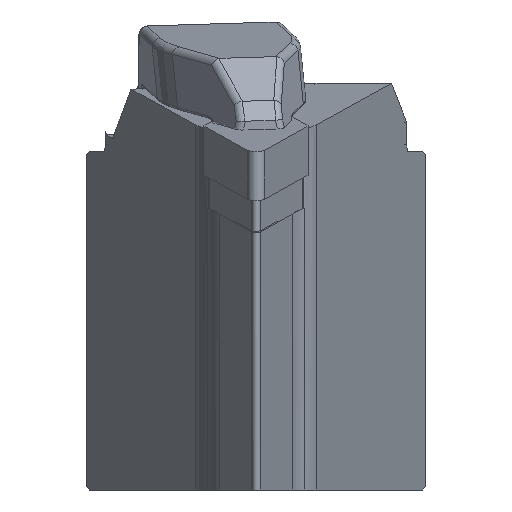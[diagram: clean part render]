
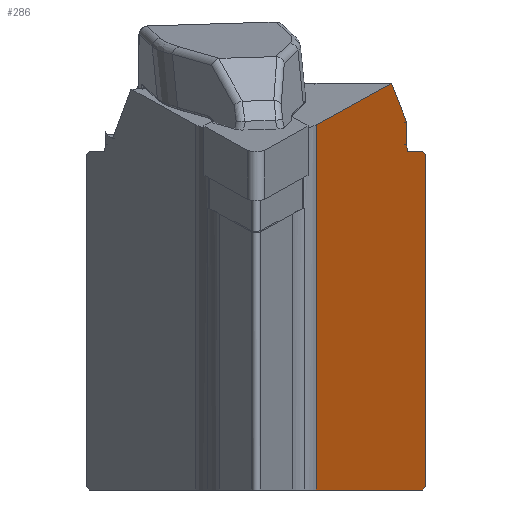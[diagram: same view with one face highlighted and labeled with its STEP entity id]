
A CAD part, left-side view. The second image highlights one B-rep face of the part: STEP entity #286.
In plain terms, the highlighted planar face has unit normal (-0.296, -0.954, -0.052).
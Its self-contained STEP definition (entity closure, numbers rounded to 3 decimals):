
#208=ELLIPSE('',#2354,0.839,0.8);
#286=ADVANCED_FACE('',(#472),#407,.F.);
#407=PLANE('',#2368);
#472=FACE_OUTER_BOUND('',#599,.T.);
#599=EDGE_LOOP('',(#923,#924,#925,#926,#927,#928,#929,#930,#931,#932));
#923=ORIENTED_EDGE('',*,*,#1696,.F.);
#924=ORIENTED_EDGE('',*,*,#1715,.F.);
#925=ORIENTED_EDGE('',*,*,#1633,.F.);
#926=ORIENTED_EDGE('',*,*,#1709,.F.);
#927=ORIENTED_EDGE('',*,*,#1677,.F.);
#928=ORIENTED_EDGE('',*,*,#1667,.F.);
#929=ORIENTED_EDGE('',*,*,#1679,.F.);
#930=ORIENTED_EDGE('',*,*,#1671,.F.);
#931=ORIENTED_EDGE('',*,*,#1689,.F.);
#932=ORIENTED_EDGE('',*,*,#1693,.F.);
#1430=VERTEX_POINT('',#3241);
#1431=VERTEX_POINT('',#3243);
#1457=VERTEX_POINT('',#3319);
#1459=VERTEX_POINT('',#3322);
#1461=VERTEX_POINT('',#3328);
#1463=VERTEX_POINT('',#3331);
#1466=VERTEX_POINT('',#3341);
#1472=VERTEX_POINT('',#3362);
#1474=VERTEX_POINT('',#3369);
#1477=VERTEX_POINT('',#3379);
#1633=EDGE_CURVE('',#1430,#1431,#1952,.T.);
#1667=EDGE_CURVE('',#1457,#1459,#1975,.T.);
#1671=EDGE_CURVE('',#1461,#1463,#1979,.T.);
#1677=EDGE_CURVE('',#1459,#1466,#1984,.T.);
#1679=EDGE_CURVE('',#1463,#1457,#1985,.T.);
#1689=EDGE_CURVE('',#1472,#1461,#1995,.T.);
#1693=EDGE_CURVE('',#1474,#1472,#208,.T.);
#1696=EDGE_CURVE('',#1477,#1474,#1999,.T.);
#1709=EDGE_CURVE('',#1466,#1430,#2012,.T.);
#1715=EDGE_CURVE('',#1431,#1477,#2018,.T.);
#1952=LINE('',#3242,#2141);
#1975=LINE('',#3321,#2164);
#1979=LINE('',#3330,#2168);
#1984=LINE('',#3340,#2173);
#1985=LINE('',#3344,#2174);
#1995=LINE('',#3363,#2184);
#1999=LINE('',#3380,#2188);
#2012=LINE('',#3405,#2201);
#2018=LINE('',#3416,#2207);
#2141=VECTOR('',#2583,1.);
#2164=VECTOR('',#2638,1.);
#2168=VECTOR('',#2644,1.);
#2173=VECTOR('',#2653,1.);
#2174=VECTOR('',#2658,1.);
#2184=VECTOR('',#2674,1.);
#2188=VECTOR('',#2686,1.);
#2201=VECTOR('',#2717,1.);
#2207=VECTOR('',#2729,1.);
#2354=AXIS2_PLACEMENT_3D('',#3370,#2681,#2682);
#2368=AXIS2_PLACEMENT_3D('',#3417,#2730,#2731);
#2583=DIRECTION('',(0.939,-0.301,0.166));
#2638=DIRECTION('',(-0.907,0.298,-0.298));
#2644=DIRECTION('',(0.923,-0.272,-0.272));
#2653=DIRECTION('',(-0.955,0.297,0.));
#2658=DIRECTION('',(0.174,0.,-0.985));
#2674=DIRECTION('',(0.955,-0.297,0.));
#2681=DIRECTION('',(-0.296,-0.954,-0.052));
#2682=DIRECTION('',(-0.939,0.301,-0.166));
#2686=DIRECTION('',(0.174,0.,-0.985));
#2717=DIRECTION('',(-0.174,0.,0.985));
#2729=DIRECTION('',(0.8,-0.218,-0.56));
#2730=DIRECTION('',(0.296,0.954,0.052));
#2731=DIRECTION('',(-0.955,0.297,0.));
#3241=CARTESIAN_POINT('',(16.013,-21.696,2.522));
#3242=CARTESIAN_POINT('',(43.376,-30.457,7.346));
#3243=CARTESIAN_POINT('',(38.265,-28.82,6.445));
#3319=CARTESIAN_POINT('',(55.231,-32.,-31.7));
#3321=CARTESIAN_POINT('',(203.794,-80.802,17.102));
#3322=CARTESIAN_POINT('',(54.318,-31.7,-32.));
#3328=CARTESIAN_POINT('',(48.676,-31.7,0.));
#3330=CARTESIAN_POINT('',(204.903,-77.692,-45.992));
#3331=CARTESIAN_POINT('',(49.695,-32.,-0.3));
#3340=CARTESIAN_POINT('',(213.583,-81.153,-32.));
#3341=CARTESIAN_POINT('',(22.1,-21.696,-32.));
#3344=CARTESIAN_POINT('',(56.817,-32.,-40.689));
#3362=CARTESIAN_POINT('',(44.671,-30.457,0.));
#3363=CARTESIAN_POINT('',(213.087,-82.751,0.));
#3369=CARTESIAN_POINT('',(43.883,-30.248,0.661));
#3370=CARTESIAN_POINT('',(44.671,-30.5,0.8));
#3379=CARTESIAN_POINT('',(43.511,-30.248,2.772));
#3380=CARTESIAN_POINT('',(51.345,-30.248,-41.654));
#3405=CARTESIAN_POINT('',(24.633,-21.696,-46.364));
#3416=CARTESIAN_POINT('',(168.164,-64.175,-84.511));
#3417=CARTESIAN_POINT('',(213.29,-82.097,-13.099));
